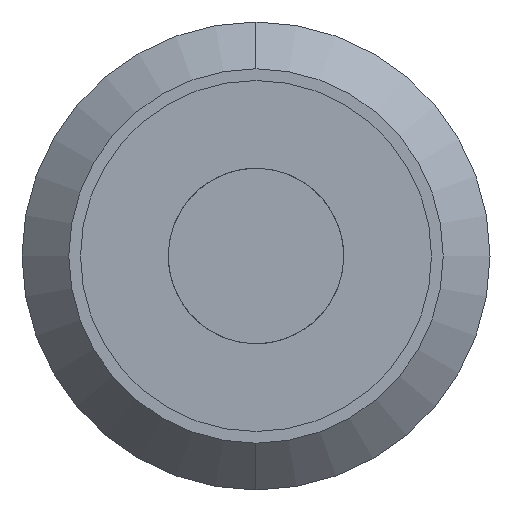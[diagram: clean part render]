
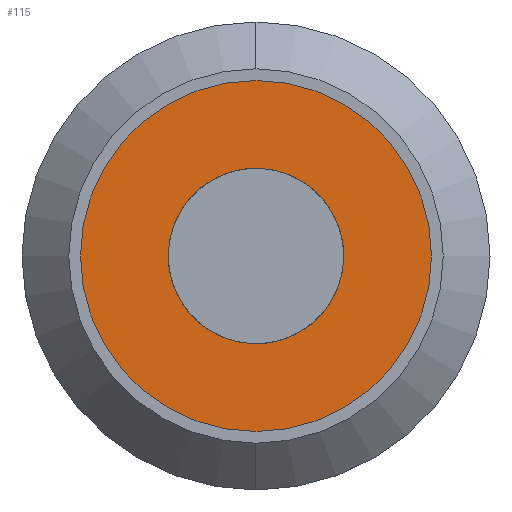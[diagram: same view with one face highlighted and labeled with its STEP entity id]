
A CAD part, left-side view. The second image highlights one B-rep face of the part: STEP entity #115.
In plain terms, the highlighted planar face has unit normal (-1, 0, 0).
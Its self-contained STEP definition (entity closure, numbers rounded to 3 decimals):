
#4 = CIRCLE ( 'NONE', #15, 1.5 ) ;
#15 = AXIS2_PLACEMENT_3D ( 'NONE', #70, #68, #376 ) ;
#29 = DIRECTION ( 'NONE',  ( 1., 0., 0. ) ) ;
#38 = EDGE_CURVE ( 'NONE', #409, #759, #430, .T. ) ;
#59 = AXIS2_PLACEMENT_3D ( 'NONE', #629, #693, #332 ) ;
#61 = CARTESIAN_POINT ( 'NONE',  ( -8.5, 0., -0.75 ) ) ;
#68 = DIRECTION ( 'NONE',  ( 1., 0., 0. ) ) ;
#70 = CARTESIAN_POINT ( 'NONE',  ( -8.5, 0., 0. ) ) ;
#87 = CARTESIAN_POINT ( 'NONE',  ( -8.5, 0., 0. ) ) ;
#99 = ORIENTED_EDGE ( 'NONE', *, *, #493, .F. ) ;
#115 = ADVANCED_FACE ( 'NONE', ( #581, #154 ), #335, .F. ) ;
#154 = FACE_OUTER_BOUND ( 'NONE', #636, .T. ) ;
#194 = DIRECTION ( 'NONE',  ( 0., 0., 1. ) ) ;
#279 = AXIS2_PLACEMENT_3D ( 'NONE', #737, #674, #504 ) ;
#332 = DIRECTION ( 'NONE',  ( 0., 0., 1. ) ) ;
#335 = PLANE ( 'NONE',  #589 ) ;
#354 = EDGE_CURVE ( 'NONE', #459, #768, #502, .T. ) ;
#376 = DIRECTION ( 'NONE',  ( 0., 0., -1. ) ) ;
#406 = CARTESIAN_POINT ( 'NONE',  ( -8.5, 0., 0.75 ) ) ;
#409 = VERTEX_POINT ( 'NONE', #61 ) ;
#430 = CIRCLE ( 'NONE', #793, 0.75 ) ;
#451 = CIRCLE ( 'NONE', #59, 0.75 ) ;
#452 = DIRECTION ( 'NONE',  ( -1., 0., 0. ) ) ;
#459 = VERTEX_POINT ( 'NONE', #552 ) ;
#493 = EDGE_CURVE ( 'NONE', #768, #459, #4, .T. ) ;
#502 = CIRCLE ( 'NONE', #279, 1.5 ) ;
#504 = DIRECTION ( 'NONE',  ( 0., 0., -1. ) ) ;
#525 = CARTESIAN_POINT ( 'NONE',  ( -8.5, 0., 0. ) ) ;
#540 = EDGE_CURVE ( 'NONE', #759, #409, #451, .T. ) ;
#552 = CARTESIAN_POINT ( 'NONE',  ( -8.5, 0., -1.5 ) ) ;
#581 = FACE_BOUND ( 'NONE', #706, .T. ) ;
#589 = AXIS2_PLACEMENT_3D ( 'NONE', #525, #29, #723 ) ;
#605 = CARTESIAN_POINT ( 'NONE',  ( -8.5, 0., 1.5 ) ) ;
#608 = ORIENTED_EDGE ( 'NONE', *, *, #354, .F. ) ;
#616 = ORIENTED_EDGE ( 'NONE', *, *, #540, .F. ) ;
#629 = CARTESIAN_POINT ( 'NONE',  ( -8.5, 0., 0. ) ) ;
#636 = EDGE_LOOP ( 'NONE', ( #99, #608 ) ) ;
#674 = DIRECTION ( 'NONE',  ( 1., 0., 0. ) ) ;
#693 = DIRECTION ( 'NONE',  ( -1., 0., 0. ) ) ;
#706 = EDGE_LOOP ( 'NONE', ( #616, #717 ) ) ;
#717 = ORIENTED_EDGE ( 'NONE', *, *, #38, .F. ) ;
#723 = DIRECTION ( 'NONE',  ( 0., 0., -1. ) ) ;
#737 = CARTESIAN_POINT ( 'NONE',  ( -8.5, 0., 0. ) ) ;
#759 = VERTEX_POINT ( 'NONE', #406 ) ;
#768 = VERTEX_POINT ( 'NONE', #605 ) ;
#793 = AXIS2_PLACEMENT_3D ( 'NONE', #87, #452, #194 ) ;
